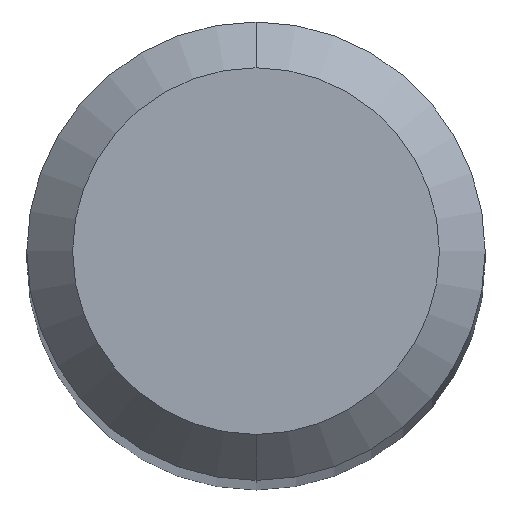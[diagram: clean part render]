
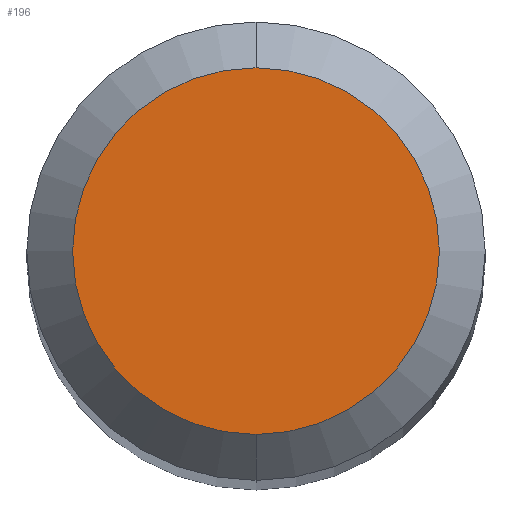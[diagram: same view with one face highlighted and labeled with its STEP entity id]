
A CAD part, top view. The second image highlights one B-rep face of the part: STEP entity #196.
In plain terms, the highlighted planar face has unit normal (0, 0, 1).
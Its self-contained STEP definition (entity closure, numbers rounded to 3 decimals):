
#154=VERTEX_POINT('',#364);
#180=EDGE_CURVE('',#226,#154,#391,.T.);
#196=ADVANCED_FACE('',(#409),#410,.T.);
#226=VERTEX_POINT('',#445);
#232=EDGE_CURVE('',#154,#226,#452,.T.);
#364=CARTESIAN_POINT('',(0.,-1.2,35.15));
#391=CIRCLE('',#632,1.2);
#409=FACE_OUTER_BOUND('',#658,.T.);
#410=PLANE('',#659);
#445=CARTESIAN_POINT('',(0.0,1.2,35.15));
#452=CIRCLE('',#709,1.2);
#632=AXIS2_PLACEMENT_3D('',#903,#904,#905);
#658=EDGE_LOOP('',(#927,#928));
#659=AXIS2_PLACEMENT_3D('',#929,#930,#931);
#709=AXIS2_PLACEMENT_3D('',#995,#996,#997);
#903=CARTESIAN_POINT('',(0.0,0.0,35.15));
#904=DIRECTION('',(0.0,0.0,-1.0));
#905=DIRECTION('',(0.0,1.0,0.0));
#927=ORIENTED_EDGE('',*,*,#180,.F.);
#928=ORIENTED_EDGE('',*,*,#232,.F.);
#929=CARTESIAN_POINT('',(0.0,0.6,35.15));
#930=DIRECTION('',(-0.0,0.0,1.0));
#931=DIRECTION('',(0.0,-1.0,0.0));
#995=CARTESIAN_POINT('',(0.0,0.0,35.15));
#996=DIRECTION('',(0.0,0.0,-1.0));
#997=DIRECTION('',(0.0,1.0,0.0));
